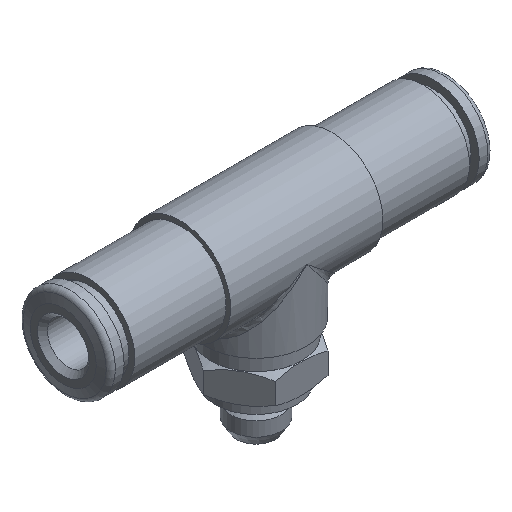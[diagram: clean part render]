
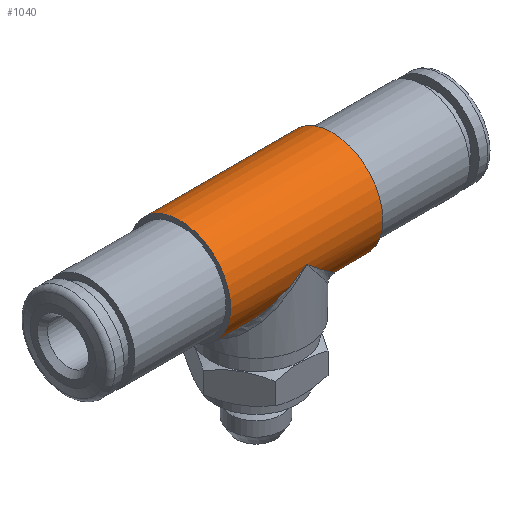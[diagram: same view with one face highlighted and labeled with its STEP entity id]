
A CAD part, isometric view. The second image highlights one B-rep face of the part: STEP entity #1040.
In plain terms, the highlighted cylindrical face has radius 5 mm (diameter 10 mm), a full revolution.
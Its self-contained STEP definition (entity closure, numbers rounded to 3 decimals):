
#13=ELLIPSE('',#1174,7.81,5.);
#14=ELLIPSE('',#1175,7.81,5.);
#40=CYLINDRICAL_SURFACE('',#1172,5.);
#121=FACE_BOUND('',#392,.T.);
#122=FACE_BOUND('',#393,.T.);
#266=FACE_OUTER_BOUND('',#391,.T.);
#391=EDGE_LOOP('',(#598));
#392=EDGE_LOOP('',(#599));
#393=EDGE_LOOP('',(#600,#601));
#598=ORIENTED_EDGE('',*,*,#761,.F.);
#599=ORIENTED_EDGE('',*,*,#762,.T.);
#600=ORIENTED_EDGE('',*,*,#763,.F.);
#601=ORIENTED_EDGE('',*,*,#764,.F.);
#761=EDGE_CURVE('',#862,#862,#946,.T.);
#762=EDGE_CURVE('',#863,#863,#947,.T.);
#763=EDGE_CURVE('',#864,#865,#13,.T.);
#764=EDGE_CURVE('',#865,#864,#14,.T.);
#862=VERTEX_POINT('',#2502);
#863=VERTEX_POINT('',#2505);
#864=VERTEX_POINT('',#2507);
#865=VERTEX_POINT('',#2508);
#946=CIRCLE('',#1171,5.);
#947=CIRCLE('',#1173,5.);
#1040=ADVANCED_FACE('',(#266,#121,#122),#40,.T.);
#1171=AXIS2_PLACEMENT_3D('',#2503,#1429,#1430);
#1172=AXIS2_PLACEMENT_3D('',#2504,#1431,#1432);
#1173=AXIS2_PLACEMENT_3D('',#2506,#1433,#1434);
#1174=AXIS2_PLACEMENT_3D('',#2509,#1435,#1436);
#1175=AXIS2_PLACEMENT_3D('',#2510,#1437,#1438);
#1429=DIRECTION('center_axis',(1.,0.,0.));
#1430=DIRECTION('ref_axis',(0.,0.,
1.));
#1431=DIRECTION('center_axis',(-1.,0.,0.));
#1432=DIRECTION('ref_axis',(0.,0.,1.));
#1433=DIRECTION('center_axis',(1.,0.,0.));
#1434=DIRECTION('ref_axis',(0.,0.,1.));
#1435=DIRECTION('center_axis',(0.64,0.,
-0.768));
#1436=DIRECTION('ref_axis',(0.768,0.,0.64));
#1437=DIRECTION('center_axis',(-0.64,0.,
-0.768));
#1438=DIRECTION('ref_axis',(0.768,0.,-0.64));
#2502=CARTESIAN_POINT('',(30.09,8.665,25.407));
#2503=CARTESIAN_POINT('Origin',(30.09,8.665,20.407));
#2504=CARTESIAN_POINT('Origin',(30.09,8.665,20.407));
#2505=CARTESIAN_POINT('',(15.09,8.665,25.407));
#2506=CARTESIAN_POINT('Origin',(15.09,8.665,20.407));
#2507=CARTESIAN_POINT('',(22.59,3.665,20.407));
#2508=CARTESIAN_POINT('',(22.59,13.665,20.407));
#2509=CARTESIAN_POINT('Origin',(22.59,8.665,20.407));
#2510=CARTESIAN_POINT('Origin',(22.59,8.665,20.407));
